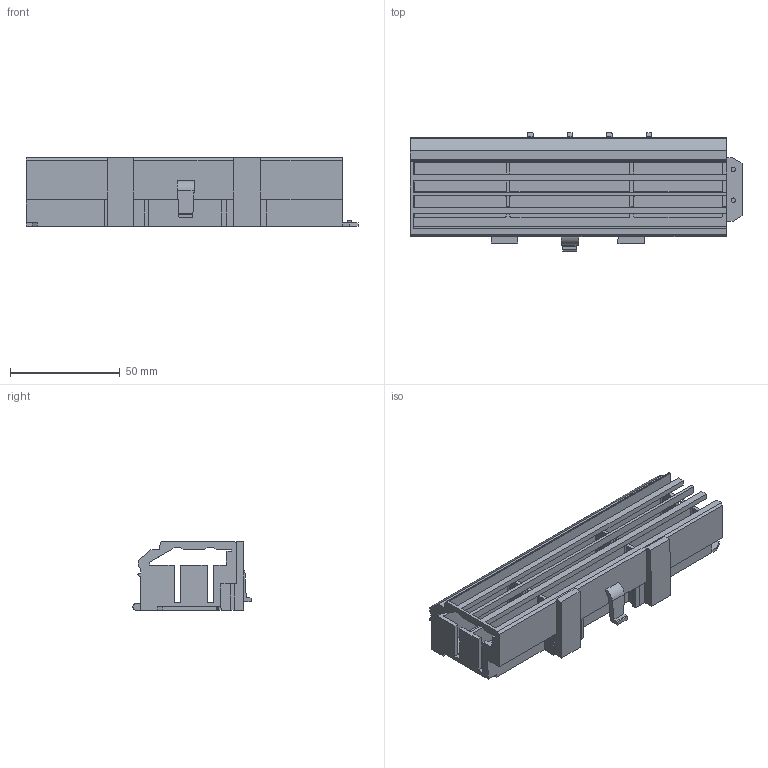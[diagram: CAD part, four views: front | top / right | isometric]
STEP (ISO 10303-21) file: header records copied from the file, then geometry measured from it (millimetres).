
FILE_DESCRIPTION (( 'STEP AP214' ), '1' );
FILE_NAME ('Zusatzsockel 8PLE kpl. (small).STEP', '2017-11-21T14:50:28', ( '' ), ( 'ABB' ), 'SwSTEP 2.0', 'SolidWorks 2017', '' );
FILE_SCHEMA (( 'AUTOMOTIVE_DESIGN' ));
Length unit declared in the file: millimetre
Products named in the file (1): Zusatzsockel 8PLE kpl. (small)
Bounding box: 151 x 53.75 x 31.15 mm (x, y, z)
Volume: 67462.8 mm3; surface area: 46903.7 mm2
Topology: 1 solids, 1 shells, 242 faces, 703 edges, 467 vertices
Faces by surface type: plane 202, bspline 23, cylinder 17
Entity records: 8078 total; most frequent: CARTESIAN_POINT 1872, ORIENTED_EDGE 1406, DIRECTION 1107, EDGE_CURVE 703, VECTOR 623, LINE 623, VERTEX_POINT 467, EDGE_LOOP 248
